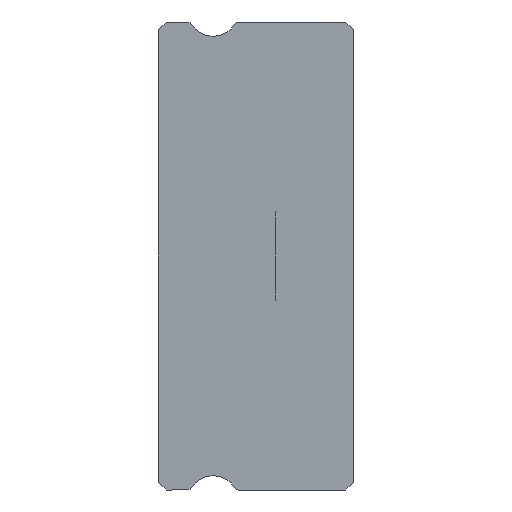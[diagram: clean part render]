
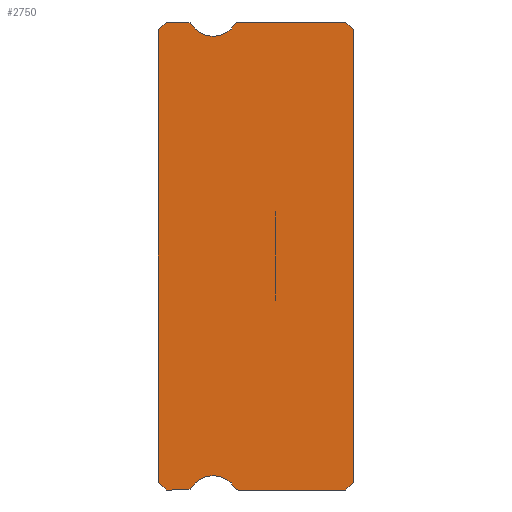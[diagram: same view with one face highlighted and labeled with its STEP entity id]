
A CAD part, left-side view. The second image highlights one B-rep face of the part: STEP entity #2750.
In plain terms, the highlighted planar face has unit normal (-1, 0, 0).
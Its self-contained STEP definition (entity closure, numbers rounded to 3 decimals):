
#9 = VERTEX_POINT ( 'NONE', #1241 ) ;
#40 = CARTESIAN_POINT ( 'NONE',  ( -5., 0.3, 9. ) ) ;
#65 = PLANE ( 'NONE',  #4030 ) ;
#67 = CARTESIAN_POINT ( 'NONE',  ( -5., 0., 8.7 ) ) ;
#69 = ORIENTED_EDGE ( 'NONE', *, *, #2320, .F. ) ;
#72 = VERTEX_POINT ( 'NONE', #922 ) ;
#80 = LINE ( 'NONE', #40, #831 ) ;
#90 = VERTEX_POINT ( 'NONE', #1024 ) ;
#110 = CARTESIAN_POINT ( 'NONE',  ( -5., 5.4, -9.45 ) ) ;
#159 = EDGE_CURVE ( 'NONE', #511, #605, #3206, .T. ) ;
#183 = AXIS2_PLACEMENT_3D ( 'NONE', #3408, #3057, #1177 ) ;
#201 = EDGE_CURVE ( 'NONE', #2799, #1394, #80, .T. ) ;
#216 = VECTOR ( 'NONE', #3495, 1000. ) ;
#347 = EDGE_CURVE ( 'NONE', #620, #1528, #1240, .T. ) ;
#381 = CARTESIAN_POINT ( 'NONE',  ( -5., 0., 8.7 ) ) ;
#390 = DIRECTION ( 'NONE',  ( 0., 0., -1. ) ) ;
#407 = EDGE_CURVE ( 'NONE', #3257, #2611, #1815, .T. ) ;
#495 = ORIENTED_EDGE ( 'NONE', *, *, #852, .T. ) ;
#497 = CARTESIAN_POINT ( 'NONE',  ( -5., 7.2, -9. ) ) ;
#511 = VERTEX_POINT ( 'NONE', #1018 ) ;
#561 = DIRECTION ( 'NONE',  ( 0., 0., -1. ) ) ;
#575 = EDGE_LOOP ( 'NONE', ( #1013, #2590, #3409, #3524, #2640, #3823, #823, #2363, #1389, #2781, #4045, #2252, #1518, #69, #3589, #1862, #495 ) ) ;
#592 = DIRECTION ( 'NONE',  ( 1., 0., 0. ) ) ;
#605 = VERTEX_POINT ( 'NONE', #3528 ) ;
#620 = VERTEX_POINT ( 'NONE', #2377 ) ;
#653 = LINE ( 'NONE', #989, #3076 ) ;
#813 = EDGE_CURVE ( 'NONE', #620, #3801, #4028, .T. ) ;
#823 = ORIENTED_EDGE ( 'NONE', *, *, #1403, .F. ) ;
#831 = VECTOR ( 'NONE', #3187, 1000. ) ;
#837 = VECTOR ( 'NONE', #2113, 1000. ) ;
#842 = CARTESIAN_POINT ( 'NONE',  ( -5., 5.4, 9.45 ) ) ;
#845 = EDGE_CURVE ( 'NONE', #1185, #2962, #3732, .T. ) ;
#852 = EDGE_CURVE ( 'NONE', #3801, #3071, #1366, .T. ) ;
#922 = CARTESIAN_POINT ( 'NONE',  ( -5., 4.419, 9. ) ) ;
#989 = CARTESIAN_POINT ( 'NONE',  ( -5., 6.381, -9. ) ) ;
#1013 = ORIENTED_EDGE ( 'NONE', *, *, #1420, .F. ) ;
#1018 = CARTESIAN_POINT ( 'NONE',  ( -5., 0., -8.7 ) ) ;
#1024 = CARTESIAN_POINT ( 'NONE',  ( -5., 4.419, -9. ) ) ;
#1055 = CARTESIAN_POINT ( 'NONE',  ( -5., 6.381, 9. ) ) ;
#1079 = CARTESIAN_POINT ( 'NONE',  ( -5., 0.3, 9. ) ) ;
#1133 = LINE ( 'NONE', #1188, #837 ) ;
#1177 = DIRECTION ( 'NONE',  ( 0., 0., -1. ) ) ;
#1185 = VERTEX_POINT ( 'NONE', #3380 ) ;
#1188 = CARTESIAN_POINT ( 'NONE',  ( -5., 6.381, -9. ) ) ;
#1190 = CARTESIAN_POINT ( 'NONE',  ( -5., 4.419, 8.85 ) ) ;
#1240 = CIRCLE ( 'NONE', #183, 0.15 ) ;
#1241 = CARTESIAN_POINT ( 'NONE',  ( -5., 4.547, 8.928 ) ) ;
#1242 = EDGE_CURVE ( 'NONE', #9, #72, #1711, .T. ) ;
#1310 = AXIS2_PLACEMENT_3D ( 'NONE', #110, #3783, #2301 ) ;
#1341 = LINE ( 'NONE', #381, #2721 ) ;
#1366 = LINE ( 'NONE', #1614, #2559 ) ;
#1372 = CIRCLE ( 'NONE', #2374, 0.15 ) ;
#1389 = ORIENTED_EDGE ( 'NONE', *, *, #2738, .T. ) ;
#1394 = VERTEX_POINT ( 'NONE', #67 ) ;
#1403 = EDGE_CURVE ( 'NONE', #605, #90, #653, .T. ) ;
#1420 = EDGE_CURVE ( 'NONE', #3257, #3071, #1963, .T. ) ;
#1442 = CIRCLE ( 'NONE', #3859, 1. ) ;
#1450 = AXIS2_PLACEMENT_3D ( 'NONE', #1190, #592, #3113 ) ;
#1487 = DIRECTION ( 'NONE',  ( 0., 0., -1. ) ) ;
#1518 = ORIENTED_EDGE ( 'NONE', *, *, #1811, .F. ) ;
#1528 = VERTEX_POINT ( 'NONE', #3005 ) ;
#1537 = DIRECTION ( 'NONE',  ( 0., 1., 0. ) ) ;
#1605 = DIRECTION ( 'NONE',  ( 0., 0.707, -0.707 ) ) ;
#1614 = CARTESIAN_POINT ( 'NONE',  ( -5., 7.5, 8.7 ) ) ;
#1649 = DIRECTION ( 'NONE',  ( 0., 0., -1. ) ) ;
#1711 = CIRCLE ( 'NONE', #1450, 0.15 ) ;
#1771 = VERTEX_POINT ( 'NONE', #3614 ) ;
#1795 = CIRCLE ( 'NONE', #2327, 1. ) ;
#1811 = EDGE_CURVE ( 'NONE', #1771, #9, #1442, .T. ) ;
#1815 = LINE ( 'NONE', #2760, #2219 ) ;
#1836 = DIRECTION ( 'NONE',  ( 1., 0., 0. ) ) ;
#1862 = ORIENTED_EDGE ( 'NONE', *, *, #813, .T. ) ;
#1876 = CARTESIAN_POINT ( 'NONE',  ( -5., 4.419, -8.85 ) ) ;
#1963 = LINE ( 'NONE', #3214, #3085 ) ;
#1969 = DIRECTION ( 'NONE',  ( 0., 0.707, -0.707 ) ) ;
#1975 = CARTESIAN_POINT ( 'NONE',  ( -5., 6.381, -8.85 ) ) ;
#1982 = FACE_OUTER_BOUND ( 'NONE', #575, .T. ) ;
#2033 = CARTESIAN_POINT ( 'NONE',  ( -5., 5.4, 9.45 ) ) ;
#2113 = DIRECTION ( 'NONE',  ( 0., -1., 0. ) ) ;
#2219 = VECTOR ( 'NONE', #4009, 1000. ) ;
#2252 = ORIENTED_EDGE ( 'NONE', *, *, #1242, .F. ) ;
#2301 = DIRECTION ( 'NONE',  ( 0., 0., -1. ) ) ;
#2320 = EDGE_CURVE ( 'NONE', #1528, #1771, #1795, .T. ) ;
#2327 = AXIS2_PLACEMENT_3D ( 'NONE', #842, #3769, #1487 ) ;
#2363 = ORIENTED_EDGE ( 'NONE', *, *, #159, .F. ) ;
#2374 = AXIS2_PLACEMENT_3D ( 'NONE', #1876, #1836, #561 ) ;
#2377 = CARTESIAN_POINT ( 'NONE',  ( -5., 6.381, 9. ) ) ;
#2457 = EDGE_CURVE ( 'NONE', #2962, #3919, #2581, .T. ) ;
#2459 = AXIS2_PLACEMENT_3D ( 'NONE', #1975, #3788, #390 ) ;
#2559 = VECTOR ( 'NONE', #1969, 1000. ) ;
#2581 = CIRCLE ( 'NONE', #2459, 0.15 ) ;
#2590 = ORIENTED_EDGE ( 'NONE', *, *, #407, .T. ) ;
#2602 = DIRECTION ( 'NONE',  ( 0., 0., 1. ) ) ;
#2611 = VERTEX_POINT ( 'NONE', #497 ) ;
#2640 = ORIENTED_EDGE ( 'NONE', *, *, #845, .F. ) ;
#2670 = DIRECTION ( 'NONE',  ( -1., 0., 0. ) ) ;
#2721 = VECTOR ( 'NONE', #2963, 1000. ) ;
#2738 = EDGE_CURVE ( 'NONE', #511, #1394, #1341, .T. ) ;
#2750 = ADVANCED_FACE ( 'NONE', ( #1982 ), #65, .F. ) ;
#2760 = CARTESIAN_POINT ( 'NONE',  ( -5., 7.2, -9. ) ) ;
#2781 = ORIENTED_EDGE ( 'NONE', *, *, #201, .F. ) ;
#2799 = VERTEX_POINT ( 'NONE', #1079 ) ;
#2812 = EDGE_CURVE ( 'NONE', #72, #2799, #3910, .T. ) ;
#2921 = DIRECTION ( 'NONE',  ( 1., 0., 0. ) ) ;
#2962 = VERTEX_POINT ( 'NONE', #3044 ) ;
#2963 = DIRECTION ( 'NONE',  ( 0., 0., 1. ) ) ;
#3005 = CARTESIAN_POINT ( 'NONE',  ( -5., 6.253, 8.928 ) ) ;
#3044 = CARTESIAN_POINT ( 'NONE',  ( -5., 6.253, -8.928 ) ) ;
#3057 = DIRECTION ( 'NONE',  ( 1., 0., 0. ) ) ;
#3071 = VERTEX_POINT ( 'NONE', #3736 ) ;
#3076 = VECTOR ( 'NONE', #3172, 1000. ) ;
#3085 = VECTOR ( 'NONE', #2602, 1000. ) ;
#3113 = DIRECTION ( 'NONE',  ( 0., 0., -1. ) ) ;
#3115 = EDGE_CURVE ( 'NONE', #90, #1185, #1372, .T. ) ;
#3172 = DIRECTION ( 'NONE',  ( 0., 1., 0. ) ) ;
#3187 = DIRECTION ( 'NONE',  ( 0., -0.707, -0.707 ) ) ;
#3189 = CARTESIAN_POINT ( 'NONE',  ( -5., 6.381, 8.85 ) ) ;
#3206 = LINE ( 'NONE', #3475, #3724 ) ;
#3212 = VECTOR ( 'NONE', #1537, 1000. ) ;
#3214 = CARTESIAN_POINT ( 'NONE',  ( -5., 7.5, 8.85 ) ) ;
#3257 = VERTEX_POINT ( 'NONE', #3267 ) ;
#3267 = CARTESIAN_POINT ( 'NONE',  ( -5., 7.5, -8.7 ) ) ;
#3368 = CARTESIAN_POINT ( 'NONE',  ( -5., 7.2, 9. ) ) ;
#3380 = CARTESIAN_POINT ( 'NONE',  ( -5., 4.547, -8.928 ) ) ;
#3383 = CARTESIAN_POINT ( 'NONE',  ( -5., 7.2, 9. ) ) ;
#3408 = CARTESIAN_POINT ( 'NONE',  ( -5., 6.381, 8.85 ) ) ;
#3409 = ORIENTED_EDGE ( 'NONE', *, *, #3958, .T. ) ;
#3475 = CARTESIAN_POINT ( 'NONE',  ( -5., 0., -8.7 ) ) ;
#3495 = DIRECTION ( 'NONE',  ( 0., -1., 0. ) ) ;
#3524 = ORIENTED_EDGE ( 'NONE', *, *, #2457, .F. ) ;
#3528 = CARTESIAN_POINT ( 'NONE',  ( -5., 0.3, -9. ) ) ;
#3567 = DIRECTION ( 'NONE',  ( 0., 0., -1. ) ) ;
#3589 = ORIENTED_EDGE ( 'NONE', *, *, #347, .F. ) ;
#3614 = CARTESIAN_POINT ( 'NONE',  ( -5., 5.4, 8.45 ) ) ;
#3724 = VECTOR ( 'NONE', #1605, 1000. ) ;
#3732 = CIRCLE ( 'NONE', #1310, 1. ) ;
#3736 = CARTESIAN_POINT ( 'NONE',  ( -5., 7.5, 8.7 ) ) ;
#3769 = DIRECTION ( 'NONE',  ( -1., 0., 0. ) ) ;
#3783 = DIRECTION ( 'NONE',  ( -1., 0., 0. ) ) ;
#3788 = DIRECTION ( 'NONE',  ( 1., 0., 0. ) ) ;
#3801 = VERTEX_POINT ( 'NONE', #3383 ) ;
#3823 = ORIENTED_EDGE ( 'NONE', *, *, #3115, .F. ) ;
#3859 = AXIS2_PLACEMENT_3D ( 'NONE', #2033, #2670, #3567 ) ;
#3910 = LINE ( 'NONE', #1055, #216 ) ;
#3919 = VERTEX_POINT ( 'NONE', #3961 ) ;
#3958 = EDGE_CURVE ( 'NONE', #2611, #3919, #1133, .T. ) ;
#3961 = CARTESIAN_POINT ( 'NONE',  ( -5., 6.381, -9. ) ) ;
#4009 = DIRECTION ( 'NONE',  ( 0., -0.707, -0.707 ) ) ;
#4028 = LINE ( 'NONE', #3368, #3212 ) ;
#4030 = AXIS2_PLACEMENT_3D ( 'NONE', #3189, #2921, #1649 ) ;
#4045 = ORIENTED_EDGE ( 'NONE', *, *, #2812, .F. ) ;
